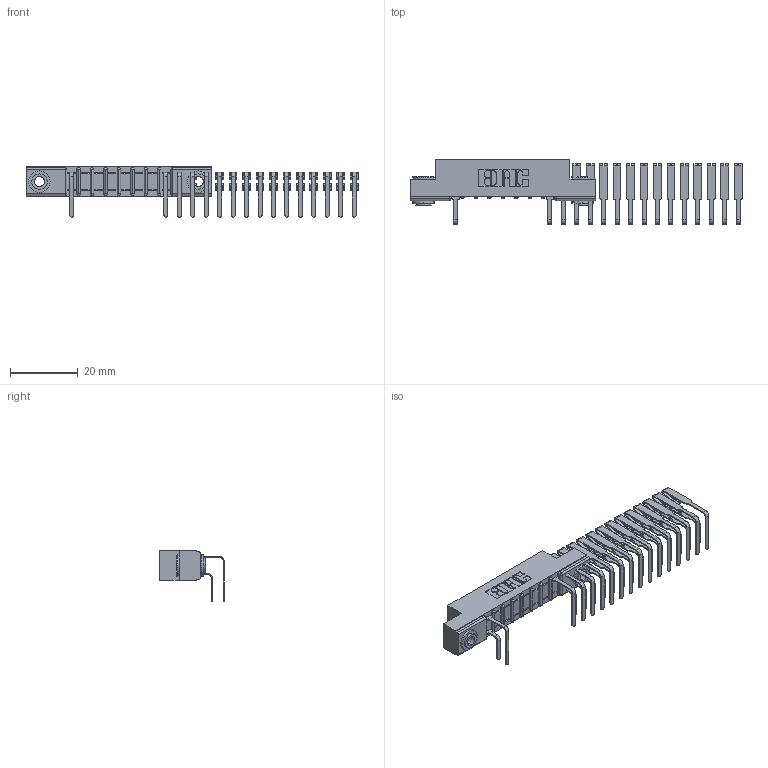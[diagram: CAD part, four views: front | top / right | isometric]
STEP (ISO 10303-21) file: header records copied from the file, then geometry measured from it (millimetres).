
FILE_DESCRIPTION (( 'STEP AP203' ), '1' );
FILE_NAME ('357-022-558-103.STEP', '2018-08-08T22:05:44', ( '' ), ( '' ), 'SwSTEP 2.0', 'SolidWorks 2016', '' );
FILE_SCHEMA (( 'CONFIG_CONTROL_DESIGN' ));
Length unit declared in the file: inch
Products named in the file (5): 307 Part_.156 Dia Mounting Holes; 307-290-001_558 559 - 1 (Single); 307-290-001_558 - 2 (Single); 345-250-002_345-250-002-102; 357-022-558-103
Assembly tree (34 placements, depth 2):
  357-022-558-103
    307 Part_.156 Dia Mounting Holes
    307-290-001_558 559 - 1 (Single)  x15
    307-290-001_558 - 2 (Single)  x16
    345-250-002_345-250-002-102  x2
Bounding box: 97.83 x 18.96 x 14.81 mm (x, y, z)
Volume: 3914.9 mm3; surface area: 8362.3 mm2
Topology: 34 solids, 34 shells, 1579 faces, 4357 edges, 2834 vertices
Faces by surface type: plane 1027, cylinder 526, sphere 18, cone 8
Entity records: 14298 total; most frequent: CARTESIAN_POINT 2270, DIRECTION 2267, ORIENTED_EDGE 2222, EDGE_CURVE 1111, LINE 829, VECTOR 829, VERTEX_POINT 722, AXIS2_PLACEMENT_3D 719
